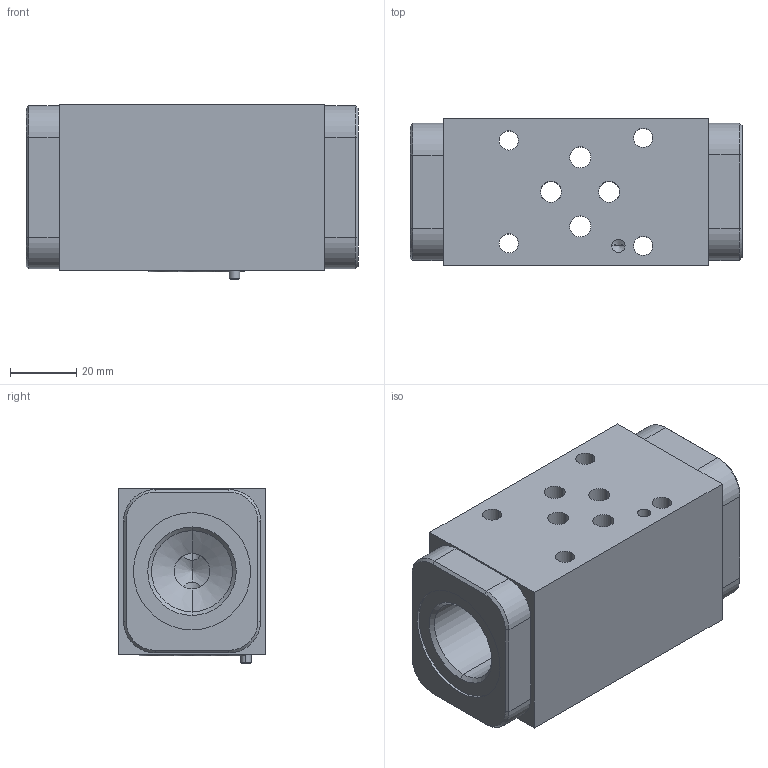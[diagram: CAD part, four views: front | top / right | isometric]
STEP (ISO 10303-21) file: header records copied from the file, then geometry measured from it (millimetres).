
FILE_DESCRIPTION((''),'2;1');
FILE_NAME('ZV6_ASM','2022-10-18T',('ProEService'),(''),'PRO/ENGINEER BY PARAMETRIC TECHNOLOGY CORPORATION, 2014200','PRO/ENGINEER BY PARAMETRIC TECHNOLOGY CORPORATION, 2014200','');
FILE_SCHEMA(('CONFIG_CONTROL_DESIGN'));
Length unit declared in the file: inch
Products named in the file (4): 17K-200; 811-001-006; 500-001-012; ZV6_ASM
Assembly tree (6 placements, depth 2):
  ZV6_ASM
    17K-200
    811-001-006
    500-001-012  x4
Bounding box: 100 x 44.45 x 52.93 mm (x, y, z)
Volume: 178776 mm3; surface area: 35116 mm2
Topology: 6 solids, 6 shells, 142 faces, 550 edges, 523 vertices
Faces by surface type: cylinder 54, plane 44, cone 28, revolution 16
Entity records: 5924 total; most frequent: CARTESIAN_POINT 1563, DIRECTION 920, ORIENTED_EDGE 664, VECTOR 342, LINE 342, EDGE_CURVE 332, AXIS2_PLACEMENT_3D 287, VERTEX_POINT 216
